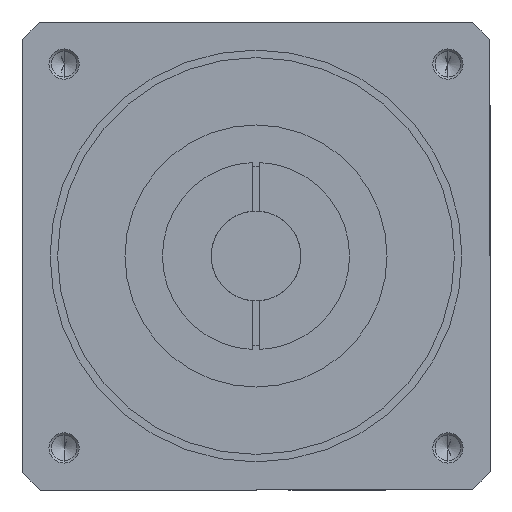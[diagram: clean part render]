
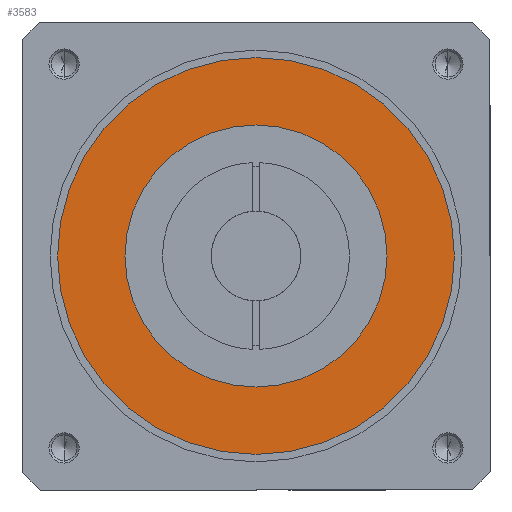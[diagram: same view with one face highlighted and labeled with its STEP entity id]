
A CAD part, front view. The second image highlights one B-rep face of the part: STEP entity #3583.
In plain terms, the highlighted planar face has unit normal (0, -1, 0).
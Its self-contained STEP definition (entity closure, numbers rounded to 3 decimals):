
#216 = FACE_BOUND ( 'NONE', #1717, .T. ) ;
#355 = CARTESIAN_POINT ( 'NONE',  ( 0., 43.5, 0. ) ) ;
#448 = AXIS2_PLACEMENT_3D ( 'NONE', #1522, #2182, #2195 ) ;
#470 = DIRECTION ( 'NONE',  ( 0., 1., 0. ) ) ;
#564 = ORIENTED_EDGE ( 'NONE', *, *, #1118, .T. ) ;
#580 = CARTESIAN_POINT ( 'NONE',  ( 35., 43.5, 0. ) ) ;
#593 = ORIENTED_EDGE ( 'NONE', *, *, #4270, .T. ) ;
#612 = PLANE ( 'NONE',  #2599 ) ;
#687 = DIRECTION ( 'NONE',  ( 0., 0., 1. ) ) ;
#757 = CIRCLE ( 'NONE', #780, 53. ) ;
#780 = AXIS2_PLACEMENT_3D ( 'NONE', #355, #2659, #687 ) ;
#915 = ORIENTED_EDGE ( 'NONE', *, *, #3322, .F. ) ;
#998 = FACE_OUTER_BOUND ( 'NONE', #3356, .T. ) ;
#1118 = EDGE_CURVE ( 'NONE', #1219, #2505, #1823, .T. ) ;
#1219 = VERTEX_POINT ( 'NONE', #2686 ) ;
#1335 = CARTESIAN_POINT ( 'NONE',  ( 0., 43.5, -53. ) ) ;
#1436 = ORIENTED_EDGE ( 'NONE', *, *, #2092, .F. ) ;
#1522 = CARTESIAN_POINT ( 'NONE',  ( 0., 43.5, 0. ) ) ;
#1585 = CARTESIAN_POINT ( 'NONE',  ( 0., 43.5, 0. ) ) ;
#1601 = DIRECTION ( 'NONE',  ( 0., 1., 0. ) ) ;
#1612 = DIRECTION ( 'NONE',  ( 0., 0., -1. ) ) ;
#1621 = AXIS2_PLACEMENT_3D ( 'NONE', #1585, #1601, #1649 ) ;
#1649 = DIRECTION ( 'NONE',  ( 0., 0., 1. ) ) ;
#1700 = AXIS2_PLACEMENT_3D ( 'NONE', #2446, #470, #2775 ) ;
#1717 = EDGE_LOOP ( 'NONE', ( #593, #564 ) ) ;
#1823 = CIRCLE ( 'NONE', #1621, 35. ) ;
#1890 = VERTEX_POINT ( 'NONE', #2254 ) ;
#2092 = EDGE_CURVE ( 'NONE', #3314, #1890, #2781, .T. ) ;
#2182 = DIRECTION ( 'NONE',  ( 0., 1., 0. ) ) ;
#2195 = DIRECTION ( 'NONE',  ( 0., 0., 1. ) ) ;
#2254 = CARTESIAN_POINT ( 'NONE',  ( 0., 43.5, 53. ) ) ;
#2446 = CARTESIAN_POINT ( 'NONE',  ( 0., 43.5, 0. ) ) ;
#2505 = VERTEX_POINT ( 'NONE', #2527 ) ;
#2527 = CARTESIAN_POINT ( 'NONE',  ( 0., 43.5, 35. ) ) ;
#2599 = AXIS2_PLACEMENT_3D ( 'NONE', #580, #3592, #1612 ) ;
#2659 = DIRECTION ( 'NONE',  ( 0., 1., 0. ) ) ;
#2686 = CARTESIAN_POINT ( 'NONE',  ( 0., 43.5, -35. ) ) ;
#2775 = DIRECTION ( 'NONE',  ( 0., 0., 1. ) ) ;
#2781 = CIRCLE ( 'NONE', #448, 53. ) ;
#3314 = VERTEX_POINT ( 'NONE', #1335 ) ;
#3322 = EDGE_CURVE ( 'NONE', #1890, #3314, #757, .T. ) ;
#3356 = EDGE_LOOP ( 'NONE', ( #915, #1436 ) ) ;
#3583 = ADVANCED_FACE ( 'NONE', ( #216, #998 ), #612, .T. ) ;
#3592 = DIRECTION ( 'NONE',  ( 0., -1., 0. ) ) ;
#3688 = CIRCLE ( 'NONE', #1700, 35. ) ;
#4270 = EDGE_CURVE ( 'NONE', #2505, #1219, #3688, .T. ) ;
